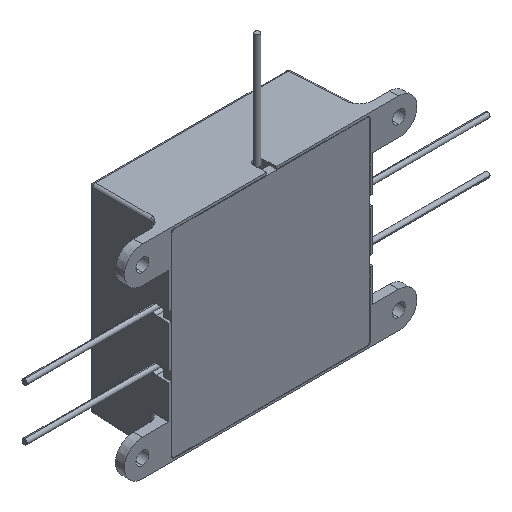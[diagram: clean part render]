
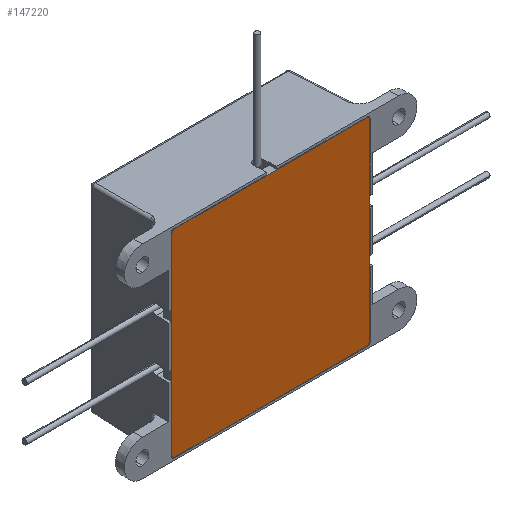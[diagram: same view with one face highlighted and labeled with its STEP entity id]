
A CAD part, isometric view. The second image highlights one B-rep face of the part: STEP entity #147220.
In plain terms, the highlighted planar face has unit normal (0, -1, 0).
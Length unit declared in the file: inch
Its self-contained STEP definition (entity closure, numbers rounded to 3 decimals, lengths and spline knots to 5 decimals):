
#233 =( BOUNDED_CURVE ( )  B_SPLINE_CURVE ( 3, ( #107596, #1104, #134402, #38837 ),
 .UNSPECIFIED., .F., .F. ) 
 B_SPLINE_CURVE_WITH_KNOTS ( ( 4, 4 ),
 ( 5.49813, 7.06824 ),
 .UNSPECIFIED. ) 
 CURVE ( )  GEOMETRIC_REPRESENTATION_ITEM ( )  RATIONAL_B_SPLINE_CURVE ( ( 1., 0.805, 0.805, 1. ) ) 
 REPRESENTATION_ITEM ( '' )  );
#1104 = CARTESIAN_POINT ( 'NONE',  ( -1.05675, 0., 1.07 ) ) ;
#1605 = PLANE ( 'NONE',  #108628 ) ;
#2322 = CARTESIAN_POINT ( 'NONE',  ( -1.07, 0., -1.05675 ) ) ;
#9488 = VERTEX_POINT ( 'NONE', #61958 ) ;
#12967 = LINE ( 'NONE', #87826, #148425 ) ;
#13177 = VECTOR ( 'NONE', #84484, 39.37008 ) ;
#19959 = EDGE_CURVE ( 'NONE', #158896, #73839, #12967, .T. ) ;
#24738 = LINE ( 'NONE', #122808, #158197 ) ;
#25003 = CARTESIAN_POINT ( 'NONE',  ( 1.07, 0., 1.05675 ) ) ;
#25580 = CARTESIAN_POINT ( 'NONE',  ( 1.05675, 0., 1.07 ) ) ;
#27104 = EDGE_CURVE ( 'NONE', #125995, #73839, #46036, .T. ) ;
#33515 = CARTESIAN_POINT ( 'NONE',  ( 1.07, 0., -1.07 ) ) ;
#34117 = DIRECTION ( 'NONE',  ( -1., 0., 0. ) ) ;
#34834 = FACE_OUTER_BOUND ( 'NONE', #62964, .T. ) ;
#38837 = CARTESIAN_POINT ( 'NONE',  ( -1.07, 0., 1.03801 ) ) ;
#39880 = VECTOR ( 'NONE', #59150, 39.37008 ) ;
#43441 = CARTESIAN_POINT ( 'NONE',  ( -1.03801, 0., -1.07 ) ) ;
#45782 =( BOUNDED_CURVE ( )  B_SPLINE_CURVE ( 3, ( #65098, #25003, #25580, #117598 ),
 .UNSPECIFIED., .F., .F. ) 
 B_SPLINE_CURVE_WITH_KNOTS ( ( 4, 4 ),
 ( 5.49813, 7.06824 ),
 .UNSPECIFIED. ) 
 CURVE ( )  GEOMETRIC_REPRESENTATION_ITEM ( )  RATIONAL_B_SPLINE_CURVE ( ( 1., 0.805, 0.805, 1. ) ) 
 REPRESENTATION_ITEM ( '' )  );
#46036 =( BOUNDED_CURVE ( )  B_SPLINE_CURVE ( 3, ( #56285, #2322, #162370, #82581 ),
 .UNSPECIFIED., .F., .F. ) 
 B_SPLINE_CURVE_WITH_KNOTS ( ( 4, 4 ),
 ( 5.49813, 7.06824 ),
 .UNSPECIFIED. ) 
 CURVE ( )  GEOMETRIC_REPRESENTATION_ITEM ( )  RATIONAL_B_SPLINE_CURVE ( ( 1., 0.805, 0.805, 1. ) ) 
 REPRESENTATION_ITEM ( '' )  );
#47459 = CARTESIAN_POINT ( 'NONE',  ( 1.07, 0., -1.03801 ) ) ;
#47623 = CARTESIAN_POINT ( 'NONE',  ( -1.03801, 0., 1.07 ) ) ;
#53875 = VERTEX_POINT ( 'NONE', #47623 ) ;
#55208 = DIRECTION ( 'NONE',  ( 1., 0., 0. ) ) ;
#56285 = CARTESIAN_POINT ( 'NONE',  ( -1.07, 0., -1.03801 ) ) ;
#58672 = VERTEX_POINT ( 'NONE', #47459 ) ;
#58976 = DIRECTION ( 'NONE',  ( 0., 0., 1. ) ) ;
#59150 = DIRECTION ( 'NONE',  ( 0., 0., -1. ) ) ;
#61958 = CARTESIAN_POINT ( 'NONE',  ( 1.07, 0., 1.03801 ) ) ;
#62964 = EDGE_LOOP ( 'NONE', ( #165228, #79585, #91217, #152028, #136893, #156717, #69133, #152339 ) ) ;
#65098 = CARTESIAN_POINT ( 'NONE',  ( 1.07, 0., 1.03801 ) ) ;
#69133 = ORIENTED_EDGE ( 'NONE', *, *, #148902, .F. ) ;
#71761 = EDGE_CURVE ( 'NONE', #9488, #93589, #45782, .T. ) ;
#73568 = CARTESIAN_POINT ( 'NONE',  ( 1.07, 0., -1.05675 ) ) ;
#73839 = VERTEX_POINT ( 'NONE', #43441 ) ;
#78212 = CARTESIAN_POINT ( 'NONE',  ( -1.07, 0., 1.03801 ) ) ;
#79585 = ORIENTED_EDGE ( 'NONE', *, *, #27104, .T. ) ;
#82581 = CARTESIAN_POINT ( 'NONE',  ( -1.03801, 0., -1.07 ) ) ;
#83731 =( BOUNDED_CURVE ( )  B_SPLINE_CURVE ( 3, ( #109779, #84170, #73568, #113215 ),
 .UNSPECIFIED., .F., .T. ) 
 B_SPLINE_CURVE_WITH_KNOTS ( ( 4, 4 ),
 ( 5.49813, 7.06824 ),
 .UNSPECIFIED. ) 
 CURVE ( )  GEOMETRIC_REPRESENTATION_ITEM ( )  RATIONAL_B_SPLINE_CURVE ( ( 1., 0.805, 0.805, 1. ) ) 
 REPRESENTATION_ITEM ( '' )  );
#84170 = CARTESIAN_POINT ( 'NONE',  ( 1.05675, 0., -1.07 ) ) ;
#84484 = DIRECTION ( 'NONE',  ( 0., 0., 1. ) ) ;
#85292 = DIRECTION ( 'NONE',  ( 0., 1., 0. ) ) ;
#87826 = CARTESIAN_POINT ( 'NONE',  ( -1.07, 0., -1.07 ) ) ;
#88901 = VERTEX_POINT ( 'NONE', #78212 ) ;
#91217 = ORIENTED_EDGE ( 'NONE', *, *, #19959, .F. ) ;
#91226 = EDGE_CURVE ( 'NONE', #125995, #88901, #119381, .T. ) ;
#93589 = VERTEX_POINT ( 'NONE', #93654 ) ;
#93654 = CARTESIAN_POINT ( 'NONE',  ( 1.03801, 0., 1.07 ) ) ;
#106073 = CARTESIAN_POINT ( 'NONE',  ( -1.07, 0., -1.03801 ) ) ;
#107596 = CARTESIAN_POINT ( 'NONE',  ( -1.03801, 0., 1.07 ) ) ;
#108628 = AXIS2_PLACEMENT_3D ( 'NONE', #138858, #85292, #58976 ) ;
#109779 = CARTESIAN_POINT ( 'NONE',  ( 1.03801, 0., -1.07 ) ) ;
#113215 = CARTESIAN_POINT ( 'NONE',  ( 1.07, 0., -1.03801 ) ) ;
#114370 = EDGE_CURVE ( 'NONE', #158896, #58672, #83731, .T. ) ;
#117598 = CARTESIAN_POINT ( 'NONE',  ( 1.03801, 0., 1.07 ) ) ;
#119381 = LINE ( 'NONE', #163698, #13177 ) ;
#119487 = EDGE_CURVE ( 'NONE', #9488, #58672, #142103, .T. ) ;
#122808 = CARTESIAN_POINT ( 'NONE',  ( -1.07, 0., 1.07 ) ) ;
#123650 = CARTESIAN_POINT ( 'NONE',  ( 1.03801, 0., -1.07 ) ) ;
#125995 = VERTEX_POINT ( 'NONE', #106073 ) ;
#131505 = EDGE_CURVE ( 'NONE', #53875, #88901, #233, .T. ) ;
#134402 = CARTESIAN_POINT ( 'NONE',  ( -1.07, 0., 1.05675 ) ) ;
#136893 = ORIENTED_EDGE ( 'NONE', *, *, #119487, .F. ) ;
#138858 = CARTESIAN_POINT ( 'NONE',  ( -1.07, 0., 1.07 ) ) ;
#142103 = LINE ( 'NONE', #33515, #39880 ) ;
#147220 = ADVANCED_FACE ( 'NONE', ( #34834 ), #1605, .F. ) ;
#148425 = VECTOR ( 'NONE', #34117, 39.37008 ) ;
#148902 = EDGE_CURVE ( 'NONE', #53875, #93589, #24738, .T. ) ;
#152028 = ORIENTED_EDGE ( 'NONE', *, *, #114370, .T. ) ;
#152339 = ORIENTED_EDGE ( 'NONE', *, *, #131505, .T. ) ;
#156717 = ORIENTED_EDGE ( 'NONE', *, *, #71761, .T. ) ;
#158197 = VECTOR ( 'NONE', #55208, 39.37008 ) ;
#158896 = VERTEX_POINT ( 'NONE', #123650 ) ;
#162370 = CARTESIAN_POINT ( 'NONE',  ( -1.05675, 0., -1.07 ) ) ;
#163698 = CARTESIAN_POINT ( 'NONE',  ( -1.07, 0., -1.07 ) ) ;
#165228 = ORIENTED_EDGE ( 'NONE', *, *, #91226, .F. ) ;
